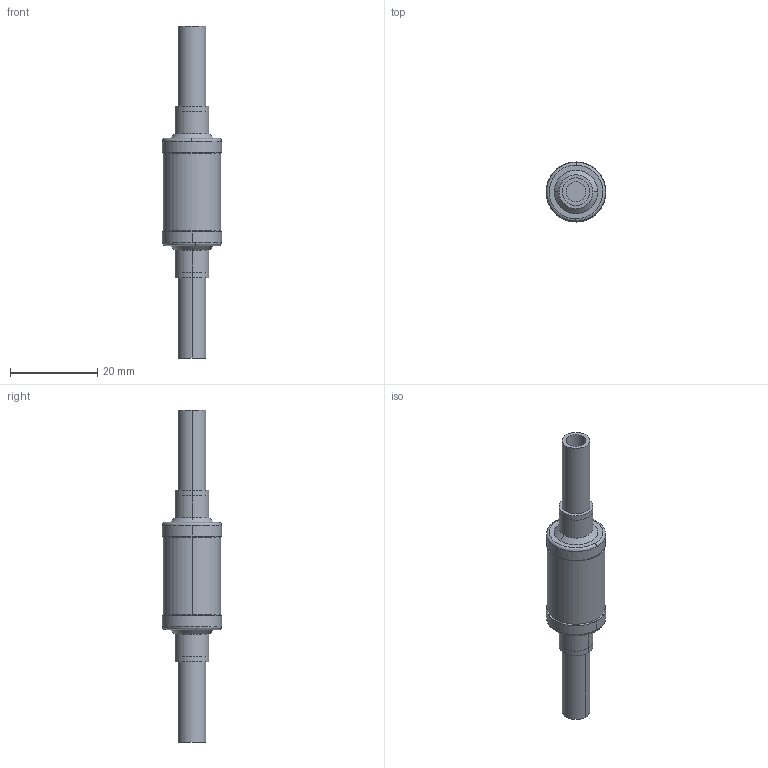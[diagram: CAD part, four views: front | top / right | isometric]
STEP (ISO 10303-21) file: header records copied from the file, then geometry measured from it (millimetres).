
FILE_DESCRIPTION (( 'STEP AP203' ), '1' );
FILE_NAME ('271-CB-6.4.STEP', '2013-11-06T11:55:24', ( '' ), ( '' ), 'SwSTEP 2.0', 'SolidWorks 2012', '' );
FILE_SCHEMA (( 'CONFIG_CONTROL_DESIGN' ));
Length unit declared in the file: inch
Products named in the file (1): 271-CB-6.4
Bounding box: 13.77 x 13.77 x 76.2 mm (x, y, z)
Volume: 7452.6 mm3; surface area: 5064.5 mm2
Topology: 6 solids, 6 shells, 54 faces, 100 edges, 64 vertices
Faces by surface type: cylinder 24, plane 18, cone 8, bspline 4
Entity records: 1477 total; most frequent: CARTESIAN_POINT 291, DIRECTION 262, ORIENTED_EDGE 200, AXIS2_PLACEMENT_3D 115, EDGE_CURVE 100, VERTEX_POINT 64, CIRCLE 64, EDGE_LOOP 60
